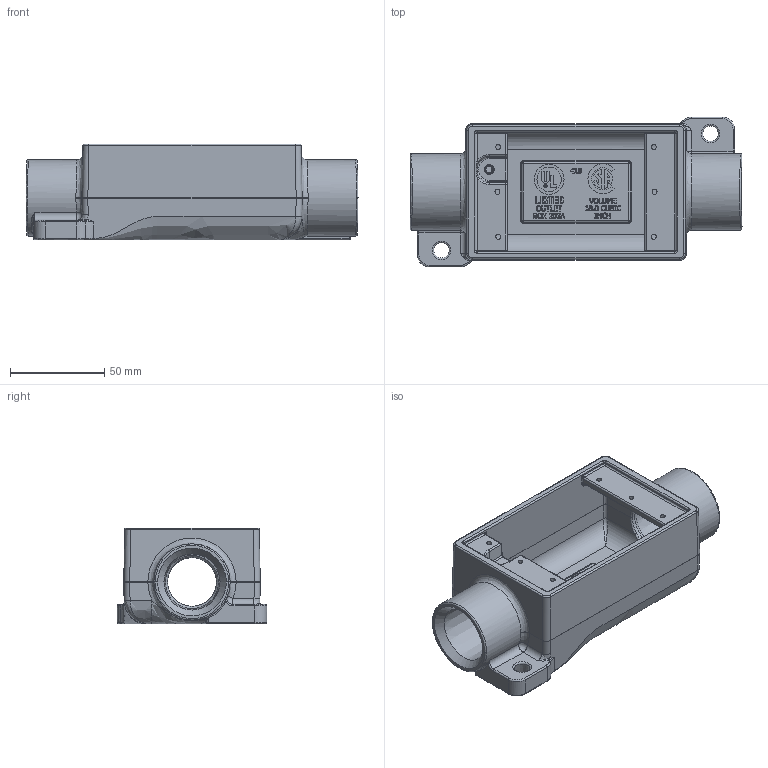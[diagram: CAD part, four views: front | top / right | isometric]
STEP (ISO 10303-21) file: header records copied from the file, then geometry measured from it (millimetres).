
FILE_DESCRIPTION(/* description */ ('FSC-3 AS MACHINED'),/* implementation_level */ '2;1');
FILE_NAME(/* name */ 'KIL_FSC-3.stp',/* time_stamp */ '2020-10-09T19:55:40+05:00',/* author */ ('kr'),/* organization */ (''),/* preprocessor_version */ 'ST-DEVELOPER v18',/* originating_system */ 'Autodesk Inventor 2020',/* authorisation */ '');
FILE_SCHEMA (('AUTOMOTIVE_DESIGN { 1 0 10303 214 3 1 1 }'));
Length unit declared in the file: inch
Products named in the file (1): 23643
Bounding box: 176.21 x 79.38 x 50.8 mm (x, y, z)
Volume: 156289.8 mm3; surface area: 67339.3 mm2
Topology: 1 solids, 1 shells, 1238 faces, 3267 edges, 2068 vertices
Faces by surface type: plane 568, bspline 441, cylinder 183, torus 26, cone 10, sphere 10
Full cylindrical faces by diameter (mm): 1.476 x1, 1.762 x1, 2.642 x6, 3.683 x1, 12.938 x1, 15.875 x1, 40.481 x2
Entity records: 44839 total; most frequent: CARTESIAN_POINT 16838, ORIENTED_EDGE 6448, DIRECTION 4584, EDGE_CURVE 3224, VERTEX_POINT 2068, LINE 1898, VECTOR 1898, AXIS2_PLACEMENT_3D 1343
